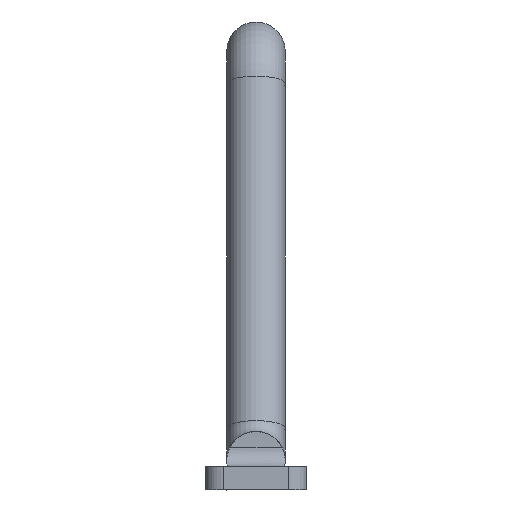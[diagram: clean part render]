
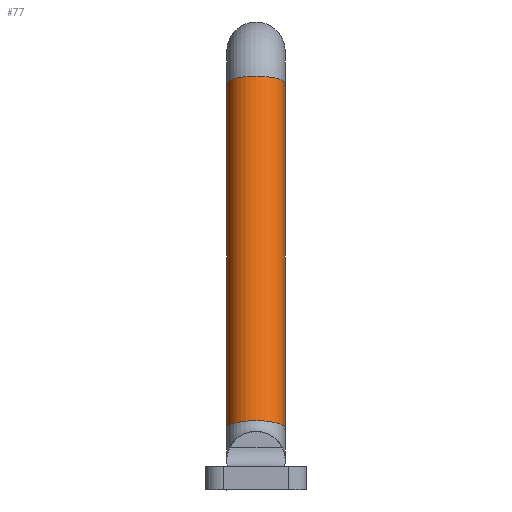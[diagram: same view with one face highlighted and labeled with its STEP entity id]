
A CAD part, front view. The second image highlights one B-rep face of the part: STEP entity #77.
In plain terms, the highlighted cylindrical face has radius 3.175 mm (diameter 6.35 mm), a full revolution.
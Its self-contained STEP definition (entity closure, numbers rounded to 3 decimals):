
#77 = ADVANCED_FACE( '', ( #186, #187 ), #188, .T. );
#186 = FACE_OUTER_BOUND( '', #335, .T. );
#187 = FACE_OUTER_BOUND( '', #336, .T. );
#188 = CYLINDRICAL_SURFACE( '', #337, 3.175 );
#335 = EDGE_LOOP( '', ( #511 ) );
#336 = EDGE_LOOP( '', ( #512 ) );
#337 = AXIS2_PLACEMENT_3D( '', #513, #514, #515 );
#511 = ORIENTED_EDGE( '', *, *, #869, .F. );
#512 = ORIENTED_EDGE( '', *, *, #870, .T. );
#513 = CARTESIAN_POINT( '', ( 0., -192.617, 40.92 ) );
#514 = DIRECTION( '', ( 0., 0.259, 0.966 ) );
#515 = DIRECTION( '', ( 0., 0.966, -0.259 ) );
#869 = EDGE_CURVE( '', #1037, #1037, #1038, .F. );
#870 = EDGE_CURVE( '', #1039, #1039, #1040, .F. );
#1037 = VERTEX_POINT( '', #1270 );
#1038 = CIRCLE( '', #1271, 3.175 );
#1039 = VERTEX_POINT( '', #1272 );
#1040 = CIRCLE( '', #1273, 3.175 );
#1270 = CARTESIAN_POINT( '', ( 3.175, -202.636, 3.53 ) );
#1271 = AXIS2_PLACEMENT_3D( '', #1570, #1571, #1572 );
#1272 = CARTESIAN_POINT( '', ( 3.175, -192.617, 40.92 ) );
#1273 = AXIS2_PLACEMENT_3D( '', #1573, #1574, #1575 );
#1570 = CARTESIAN_POINT( '', ( 0., -202.636, 3.53 ) );
#1571 = DIRECTION( '', ( 0., 0.259, 0.966 ) );
#1572 = DIRECTION( '', ( 1., 0., 0. ) );
#1573 = CARTESIAN_POINT( '', ( 0., -192.617, 40.92 ) );
#1574 = DIRECTION( '', ( 0., 0.259, 0.966 ) );
#1575 = DIRECTION( '', ( 1., 0., 0. ) );
